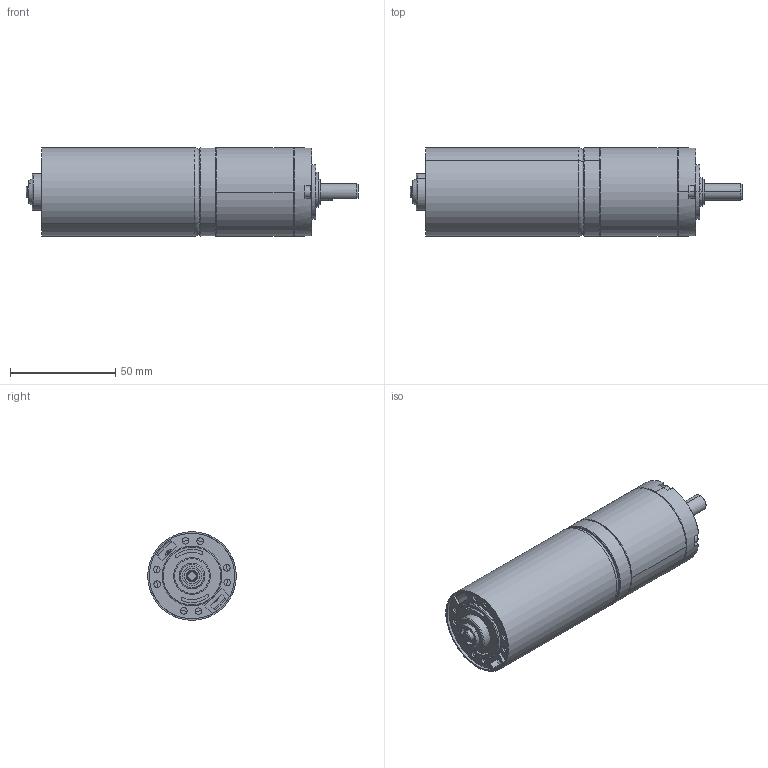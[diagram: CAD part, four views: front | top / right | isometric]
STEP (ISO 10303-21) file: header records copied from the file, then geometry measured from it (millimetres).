
FILE_DESCRIPTION((''),'2;1');
FILE_NAME('42RP-000-000_ASM','2024-07-15T',('86157'),(''),'PRO/ENGINEER BY PARAMETRIC TECHNOLOGY CORPORATION, 2010280','PRO/ENGINEER BY PARAMETRIC TECHNOLOGY CORPORATION, 2010280','');
FILE_SCHEMA(('CONFIG_CONTROL_DESIGN'));
Length unit declared in the file: millimetre
Products named in the file (22): 42RP-003; 61901-2RS1; DM042P530001; 42RP-000-1_ASM; 42RP-004-ZHOU; 42RP-005; 42RP-000-2-ZHOU_ASM; DM042P530002; 42RP-002-3B; 42RP-000-3_ASM; 42RP-001; PRT0013; PRT0014; 5-98__; 4275______4_______; PRT0015; BL4275-3D_ASM; _DM-BL4275; DM-BL4275_ASM; 42RP-000-5_ASM; DM042P352003-M3; 42RP-000-000_ASM
Assembly tree (28 placements, depth 5):
  42RP-000-000_ASM
    42RP-000-3_ASM
      42RP-000-1_ASM
        42RP-003
        61901-2RS1  x2
        DM042P530001
      42RP-000-2-ZHOU_ASM
        42RP-004-ZHOU
        42RP-005  x3
      DM042P530002
      42RP-002-3B
    42RP-000-5_ASM
      42RP-001
      DM-BL4275_ASM
        BL4275-3D_ASM
          PRT0013
          PRT0014  x2
          5-98__
          4275______4_______
          PRT0015
        _DM-BL4275
    DM042P352003-M3  x4
Bounding box: 157.8 x 42 x 42 mm (x, y, z)
Volume: 69396.7 mm3; surface area: 62273.7 mm2
Topology: 21 solids, 29 shells, 1672 faces, 4370 edges, 2784 vertices
Faces by surface type: cylinder 902, plane 318, cone 164, bspline 100, extrusion 96, torus 88, sphere 4
Entity records: 50954 total; most frequent: CARTESIAN_POINT 19910, ORIENTED_EDGE 6556, DIRECTION 6234, EDGE_CURVE 3296, AXIS2_PLACEMENT_3D 2478, VERTEX_POINT 2109, EDGE_LOOP 1391, CIRCLE 1285
